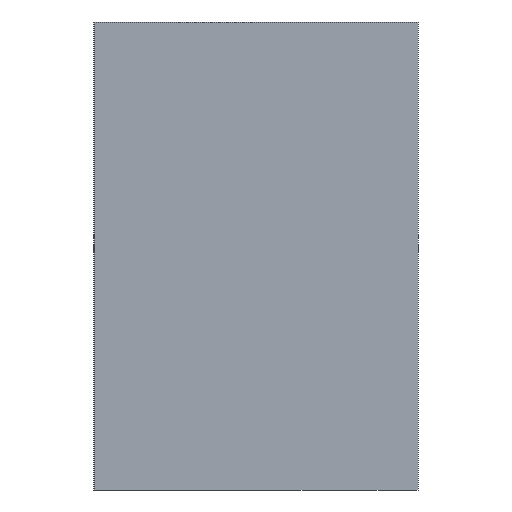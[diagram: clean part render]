
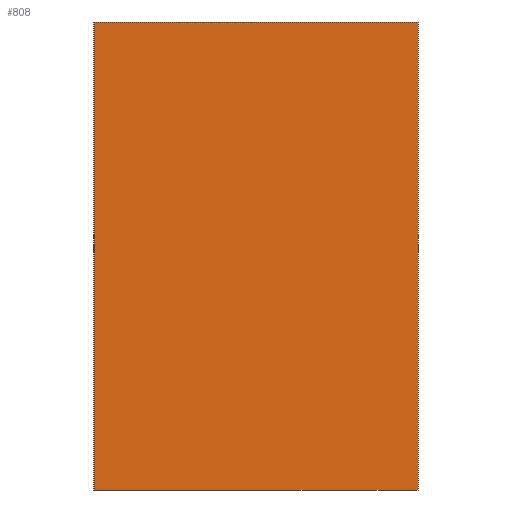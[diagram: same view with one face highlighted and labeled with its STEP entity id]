
A CAD part, front view. The second image highlights one B-rep face of the part: STEP entity #808.
In plain terms, the highlighted planar face has unit normal (0, -1, 0).
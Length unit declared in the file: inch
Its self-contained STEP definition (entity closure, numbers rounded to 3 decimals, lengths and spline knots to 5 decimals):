
#25 = VECTOR ( 'NONE', #1040, 39.37008 ) ;
#191 = EDGE_CURVE ( 'NONE', #660, #1422, #906, .T. ) ;
#370 = DIRECTION ( 'NONE',  ( 0., 0., -1. ) ) ;
#387 = CARTESIAN_POINT ( 'NONE',  ( 4.5, -0.74, 6.5 ) ) ;
#519 = ORIENTED_EDGE ( 'NONE', *, *, #1077, .T. ) ;
#537 = DIRECTION ( 'NONE',  ( 0., 0., -1. ) ) ;
#580 = ORIENTED_EDGE ( 'NONE', *, *, #1406, .F. ) ;
#588 = CARTESIAN_POINT ( 'NONE',  ( 4.5, -0.74, 6.5 ) ) ;
#615 = CARTESIAN_POINT ( 'NONE',  ( -4.5, -0.74, 6.5 ) ) ;
#660 = VERTEX_POINT ( 'NONE', #705 ) ;
#705 = CARTESIAN_POINT ( 'NONE',  ( -4.5, -0.74, -6.5 ) ) ;
#718 = EDGE_LOOP ( 'NONE', ( #519, #824, #980, #580 ) ) ;
#780 = LINE ( 'NONE', #1082, #807 ) ;
#807 = VECTOR ( 'NONE', #1162, 39.37008 ) ;
#808 = ADVANCED_FACE ( 'NONE', ( #1148 ), #1435, .F. ) ;
#823 = VECTOR ( 'NONE', #370, 39.37008 ) ;
#824 = ORIENTED_EDGE ( 'NONE', *, *, #191, .T. ) ;
#839 = LINE ( 'NONE', #387, #823 ) ;
#840 = CARTESIAN_POINT ( 'NONE',  ( -4.5, -0.74, 6.5 ) ) ;
#906 = LINE ( 'NONE', #983, #25 ) ;
#928 = AXIS2_PLACEMENT_3D ( 'NONE', #1404, #1477, #1479 ) ;
#947 = VECTOR ( 'NONE', #537, 39.37008 ) ;
#949 = LINE ( 'NONE', #615, #947 ) ;
#980 = ORIENTED_EDGE ( 'NONE', *, *, #1154, .F. ) ;
#983 = CARTESIAN_POINT ( 'NONE',  ( -4.5, -0.74, -6.5 ) ) ;
#1040 = DIRECTION ( 'NONE',  ( 1., 0., 0. ) ) ;
#1077 = EDGE_CURVE ( 'NONE', #1482, #660, #949, .T. ) ;
#1082 = CARTESIAN_POINT ( 'NONE',  ( -4.5, -0.74, 6.5 ) ) ;
#1148 = FACE_OUTER_BOUND ( 'NONE', #718, .T. ) ;
#1154 = EDGE_CURVE ( 'NONE', #1466, #1422, #839, .T. ) ;
#1162 = DIRECTION ( 'NONE',  ( 1., 0., 0. ) ) ;
#1299 = CARTESIAN_POINT ( 'NONE',  ( 4.5, -0.74, -6.5 ) ) ;
#1404 = CARTESIAN_POINT ( 'NONE',  ( -4.5, -0.74, 6.5 ) ) ;
#1406 = EDGE_CURVE ( 'NONE', #1482, #1466, #780, .T. ) ;
#1422 = VERTEX_POINT ( 'NONE', #1299 ) ;
#1435 = PLANE ( 'NONE',  #928 ) ;
#1466 = VERTEX_POINT ( 'NONE', #588 ) ;
#1477 = DIRECTION ( 'NONE',  ( 0., 1., 0. ) ) ;
#1479 = DIRECTION ( 'NONE',  ( -1., 0., 0. ) ) ;
#1482 = VERTEX_POINT ( 'NONE', #840 ) ;
